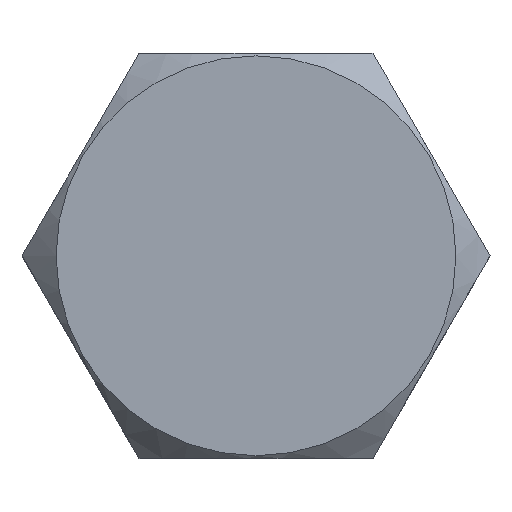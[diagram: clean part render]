
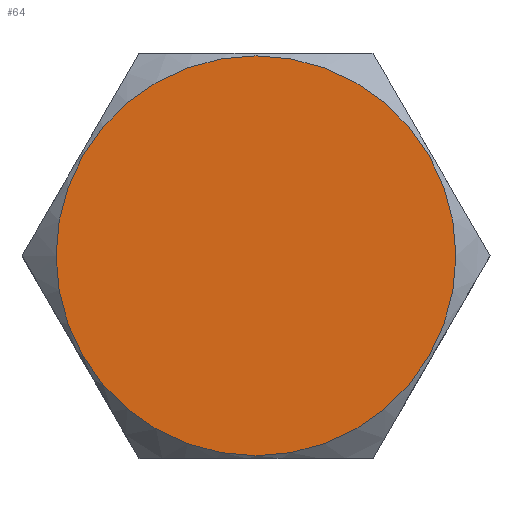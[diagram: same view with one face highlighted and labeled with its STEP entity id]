
A CAD part, top view. The second image highlights one B-rep face of the part: STEP entity #64.
In plain terms, the highlighted planar face has unit normal (0, 0, 1).
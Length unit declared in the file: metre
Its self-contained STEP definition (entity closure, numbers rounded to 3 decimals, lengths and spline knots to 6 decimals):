
#64 = ADVANCED_FACE( 'NONE', ( #129 ), #130, .T. );
#129 = FACE_OUTER_BOUND( '', #185, .T. );
#130 = PLANE( '', #186 );
#185 = EDGE_LOOP( '', ( #289 ) );
#186 = AXIS2_PLACEMENT_3D( '', #290, #291, #292 );
#289 = ORIENTED_EDGE( '', *, *, #313, .F. );
#290 = CARTESIAN_POINT( '', ( 0., 0., 0.0185 ) );
#291 = DIRECTION( '', ( 0., 0., 1. ) );
#292 = DIRECTION( '', ( 1., 0., 0. ) );
#313 = EDGE_CURVE( 'NONE', #365, #365, #366, .T. );
#365 = VERTEX_POINT( '', #511 );
#366 = CIRCLE( '', #512, 0.0148 );
#511 = CARTESIAN_POINT( '', ( -0.0148, 0., 0.0185 ) );
#512 = AXIS2_PLACEMENT_3D( '', #625, #626, #627 );
#625 = CARTESIAN_POINT( '', ( 0., 0., 0.0185 ) );
#626 = DIRECTION( '', ( 0., 0., -1. ) );
#627 = DIRECTION( '', ( -1., 0., 0. ) );
